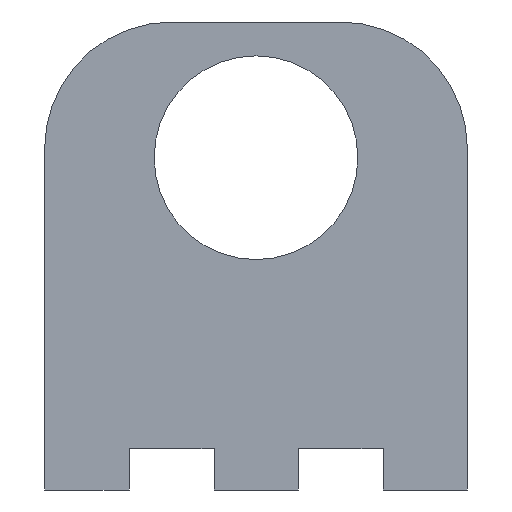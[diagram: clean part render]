
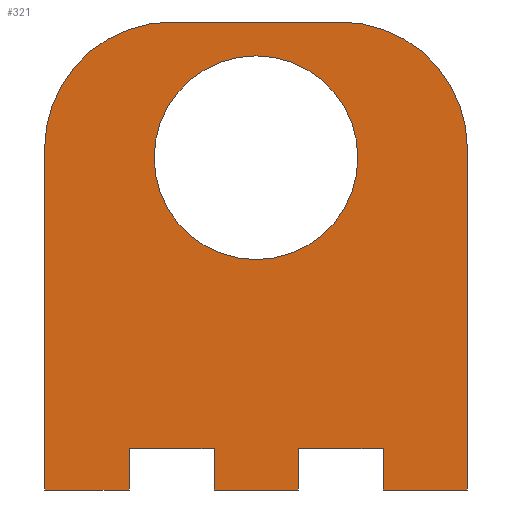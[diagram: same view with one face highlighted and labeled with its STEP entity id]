
A CAD part, front view. The second image highlights one B-rep face of the part: STEP entity #321.
In plain terms, the highlighted planar face has unit normal (0, -1, 0).
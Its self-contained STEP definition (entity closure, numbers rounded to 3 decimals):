
#15=FACE_BOUND('',#51,.T.);
#18=PLANE('',#363);
#33=FACE_OUTER_BOUND('',#50,.T.);
#50=EDGE_LOOP('',(#234,#235,#236,#237,#238,#239,#240,#241,#242,#243,#244,
#245,#246,#247));
#51=EDGE_LOOP('',(#248));
#69=LINE('',#481,#108);
#72=LINE('',#487,#111);
#73=LINE('',#489,#112);
#74=LINE('',#491,#113);
#75=LINE('',#493,#114);
#76=LINE('',#495,#115);
#77=LINE('',#497,#116);
#78=LINE('',#499,#117);
#79=LINE('',#501,#118);
#80=LINE('',#503,#119);
#81=LINE('',#505,#120);
#82=LINE('',#507,#121);
#108=VECTOR('',#394,10.);
#111=VECTOR('',#399,10.);
#112=VECTOR('',#400,10.);
#113=VECTOR('',#401,10.);
#114=VECTOR('',#402,10.);
#115=VECTOR('',#403,10.);
#116=VECTOR('',#404,10.);
#117=VECTOR('',#405,10.);
#118=VECTOR('',#406,10.);
#119=VECTOR('',#407,10.);
#120=VECTOR('',#408,10.);
#121=VECTOR('',#409,10.);
#146=CIRCLE('',#361,15.);
#147=CIRCLE('',#364,15.);
#148=CIRCLE('',#365,12.05);
#153=VERTEX_POINT('',#474);
#154=VERTEX_POINT('',#476);
#155=VERTEX_POINT('',#480);
#157=VERTEX_POINT('',#486);
#158=VERTEX_POINT('',#488);
#159=VERTEX_POINT('',#490);
#160=VERTEX_POINT('',#492);
#161=VERTEX_POINT('',#494);
#162=VERTEX_POINT('',#496);
#163=VERTEX_POINT('',#498);
#164=VERTEX_POINT('',#500);
#165=VERTEX_POINT('',#502);
#166=VERTEX_POINT('',#504);
#167=VERTEX_POINT('',#506);
#168=VERTEX_POINT('',#509);
#183=EDGE_CURVE('',#153,#154,#146,.T.);
#185=EDGE_CURVE('',#155,#154,#69,.T.);
#188=EDGE_CURVE('',#157,#153,#72,.T.);
#189=EDGE_CURVE('',#157,#158,#73,.T.);
#190=EDGE_CURVE('',#158,#159,#74,.T.);
#191=EDGE_CURVE('',#159,#160,#75,.T.);
#192=EDGE_CURVE('',#160,#161,#76,.T.);
#193=EDGE_CURVE('',#161,#162,#77,.T.);
#194=EDGE_CURVE('',#162,#163,#78,.T.);
#195=EDGE_CURVE('',#163,#164,#79,.T.);
#196=EDGE_CURVE('',#164,#165,#80,.T.);
#197=EDGE_CURVE('',#165,#166,#81,.T.);
#198=EDGE_CURVE('',#166,#167,#82,.T.);
#199=EDGE_CURVE('',#155,#167,#147,.T.);
#200=EDGE_CURVE('',#168,#168,#148,.T.);
#234=ORIENTED_EDGE('',*,*,#183,.F.);
#235=ORIENTED_EDGE('',*,*,#188,.F.);
#236=ORIENTED_EDGE('',*,*,#189,.T.);
#237=ORIENTED_EDGE('',*,*,#190,.T.);
#238=ORIENTED_EDGE('',*,*,#191,.T.);
#239=ORIENTED_EDGE('',*,*,#192,.T.);
#240=ORIENTED_EDGE('',*,*,#193,.T.);
#241=ORIENTED_EDGE('',*,*,#194,.T.);
#242=ORIENTED_EDGE('',*,*,#195,.T.);
#243=ORIENTED_EDGE('',*,*,#196,.T.);
#244=ORIENTED_EDGE('',*,*,#197,.T.);
#245=ORIENTED_EDGE('',*,*,#198,.T.);
#246=ORIENTED_EDGE('',*,*,#199,.F.);
#247=ORIENTED_EDGE('',*,*,#185,.T.);
#248=ORIENTED_EDGE('',*,*,#200,.T.);
#321=ADVANCED_FACE('',(#33,#15),#18,.T.);
#361=AXIS2_PLACEMENT_3D('',#477,#389,#390);
#363=AXIS2_PLACEMENT_3D('',#485,#397,#398);
#364=AXIS2_PLACEMENT_3D('',#508,#410,#411);
#365=AXIS2_PLACEMENT_3D('',#510,#412,#413);
#389=DIRECTION('center_axis',(0.,1.,0.));
#390=DIRECTION('ref_axis',(-0.707,0.,0.707));
#394=DIRECTION('',(-1.,0.,0.));
#397=DIRECTION('center_axis',(0.,-1.,0.));
#398=DIRECTION('ref_axis',(1.,0.,0.));
#399=DIRECTION('',(0.,0.,1.));
#400=DIRECTION('',(1.,0.,0.));
#401=DIRECTION('',(0.,0.,1.));
#402=DIRECTION('',(1.,0.,0.));
#403=DIRECTION('',(0.,0.,-1.));
#404=DIRECTION('',(1.,0.,0.));
#405=DIRECTION('',(0.,0.,1.));
#406=DIRECTION('',(1.,0.,0.));
#407=DIRECTION('',(0.,0.,-1.));
#408=DIRECTION('',(1.,0.,0.));
#409=DIRECTION('',(0.,0.,1.));
#410=DIRECTION('center_axis',(0.,1.,0.));
#411=DIRECTION('ref_axis',(0.707,0.,0.707));
#412=DIRECTION('center_axis',(0.,1.,0.));
#413=DIRECTION('ref_axis',(1.,0.,0.));
#474=CARTESIAN_POINT('',(-25.,-2.55,40.55));
#476=CARTESIAN_POINT('',(-10.,-2.55,55.55));
#477=CARTESIAN_POINT('Origin',(-10.,-2.55,40.55));
#480=CARTESIAN_POINT('',(10.,-2.55,55.55));
#481=CARTESIAN_POINT('',(25.,-2.55,55.55));
#485=CARTESIAN_POINT('Origin',(-25.,-2.55,0.));
#486=CARTESIAN_POINT('',(-25.,-2.55,0.2));
#487=CARTESIAN_POINT('',(-25.,-2.55,0.));
#488=CARTESIAN_POINT('',(-15.,-2.55,0.2));
#489=CARTESIAN_POINT('',(-25.,-2.55,0.2));
#490=CARTESIAN_POINT('',(-15.,-2.55,5.1));
#491=CARTESIAN_POINT('',(-15.,-2.55,0.));
#492=CARTESIAN_POINT('',(-4.95,-2.55,5.1));
#493=CARTESIAN_POINT('',(-20.,-2.55,5.1));
#494=CARTESIAN_POINT('',(-4.95,-2.55,0.2));
#495=CARTESIAN_POINT('',(-4.95,-2.55,2.55));
#496=CARTESIAN_POINT('',(5.,-2.55,0.2));
#497=CARTESIAN_POINT('',(-25.,-2.55,0.2));
#498=CARTESIAN_POINT('',(5.,-2.55,5.1));
#499=CARTESIAN_POINT('',(5.,-2.55,0.));
#500=CARTESIAN_POINT('',(15.05,-2.55,5.1));
#501=CARTESIAN_POINT('',(-10.,-2.55,5.1));
#502=CARTESIAN_POINT('',(15.05,-2.55,0.2));
#503=CARTESIAN_POINT('',(15.05,-2.55,2.55));
#504=CARTESIAN_POINT('',(25.,-2.55,0.2));
#505=CARTESIAN_POINT('',(-25.,-2.55,0.2));
#506=CARTESIAN_POINT('',(25.,-2.55,40.55));
#507=CARTESIAN_POINT('',(25.,-2.55,0.));
#508=CARTESIAN_POINT('Origin',(10.,-2.55,40.55));
#509=CARTESIAN_POINT('',(-12.05,-2.55,39.5));
#510=CARTESIAN_POINT('Origin',(0.,-2.55,39.5));
